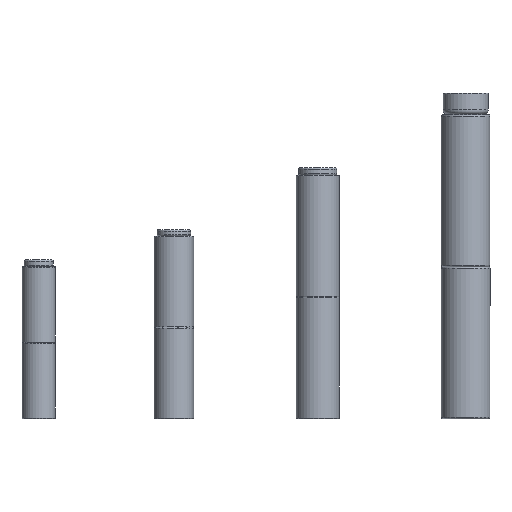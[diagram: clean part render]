
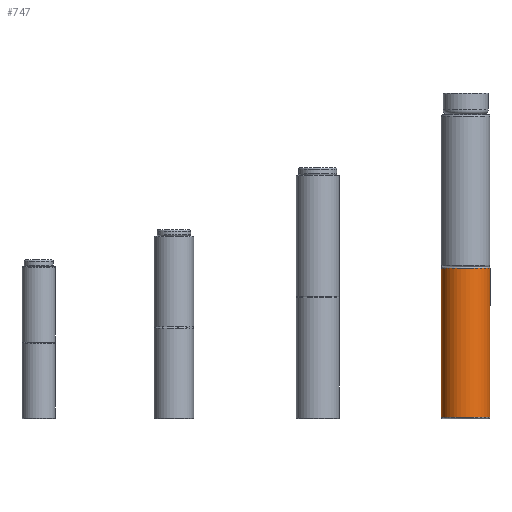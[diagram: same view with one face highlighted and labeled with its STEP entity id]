
A CAD part, top view. The second image highlights one B-rep face of the part: STEP entity #747.
In plain terms, the highlighted cylindrical face has radius 8 mm (diameter 16 mm), a full revolution.
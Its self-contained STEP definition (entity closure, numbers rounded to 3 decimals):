
#140=CYLINDRICAL_SURFACE('',#867,8.);
#179=FACE_BOUND('',#336,.T.);
#239=FACE_OUTER_BOUND('',#335,.T.);
#335=EDGE_LOOP('',(#635));
#336=EDGE_LOOP('',(#636));
#421=CIRCLE('',#866,8.);
#422=CIRCLE('',#868,8.);
#481=VERTEX_POINT('',#1359);
#482=VERTEX_POINT('',#1362);
#541=EDGE_CURVE('',#481,#481,#421,.T.);
#542=EDGE_CURVE('',#482,#482,#422,.T.);
#635=ORIENTED_EDGE('',*,*,#542,.F.);
#636=ORIENTED_EDGE('',*,*,#541,.F.);
#747=ADVANCED_FACE('',(#239,#179),#140,.T.);
#866=AXIS2_PLACEMENT_3D('',#1360,#1102,#1103);
#867=AXIS2_PLACEMENT_3D('',#1361,#1104,#1105);
#868=AXIS2_PLACEMENT_3D('',#1363,#1106,#1107);
#1102=DIRECTION('center_axis',(0.,0.,-1.));
#1103=DIRECTION('ref_axis',(-1.,0.,0.));
#1104=DIRECTION('center_axis',(0.,0.,1.));
#1105=DIRECTION('ref_axis',(-1.,0.,0.));
#1106=DIRECTION('center_axis',(0.,0.,1.));
#1107=DIRECTION('ref_axis',(-1.,0.,0.));
#1359=CARTESIAN_POINT('',(8.,0.,0.5));
#1360=CARTESIAN_POINT('Origin',(0.,0.,0.5));
#1361=CARTESIAN_POINT('Origin',(0.,0.,0.));
#1362=CARTESIAN_POINT('',(8.,0.,49.5));
#1363=CARTESIAN_POINT('Origin',(0.,0.,49.5));
